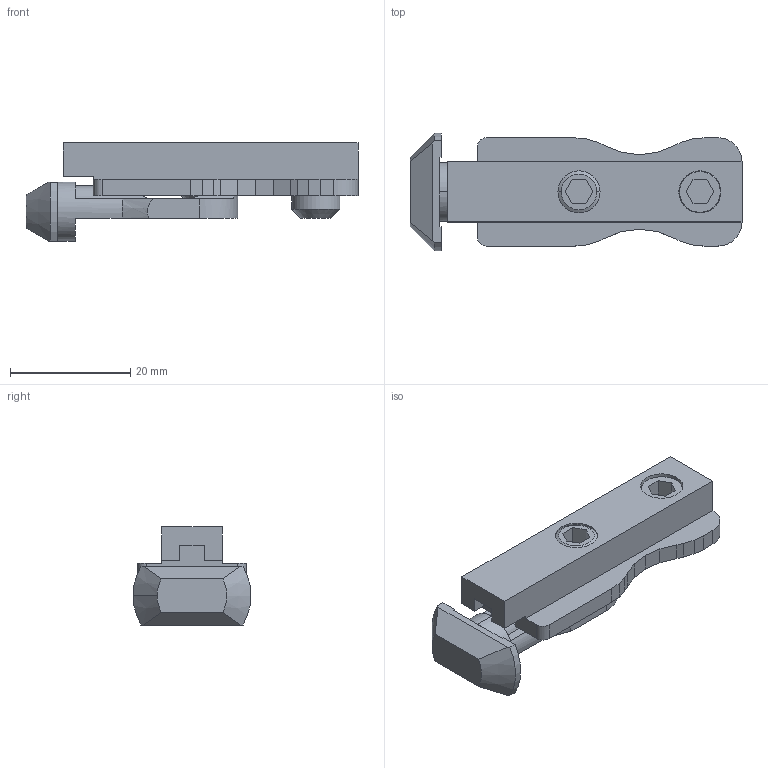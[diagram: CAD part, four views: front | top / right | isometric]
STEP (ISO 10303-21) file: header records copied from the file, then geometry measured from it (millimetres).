
FILE_DESCRIPTION (( 'STEP AP214' ), '1' );
FILE_NAME ('6121082', '2019-02-04T09:21:24', ( '' ), ('JUGARD+KÜNSTNER GmbH'), 'SwSTEP 2.0', 'SolidWorks 2017', '' );
FILE_SCHEMA (( 'AUTOMOTIVE_DESIGN' ));
Length unit declared in the file: millimetre
Products named in the file (1): 6121082_CNAJF00
Bounding box: 55.2 x 19.6 x 16.3 mm (x, y, z)
Volume: 6660.2 mm3; surface area: 4147.5 mm2
Topology: 1 solids, 1 shells, 126 faces, 347 edges, 224 vertices
Faces by surface type: plane 84, cylinder 24, cone 13, bspline 5
Entity records: 4560 total; most frequent: CARTESIAN_POINT 1364, ORIENTED_EDGE 694, DIRECTION 606, EDGE_CURVE 347, VECTOR 244, LINE 244, VERTEX_POINT 224, AXIS2_PLACEMENT_3D 181
